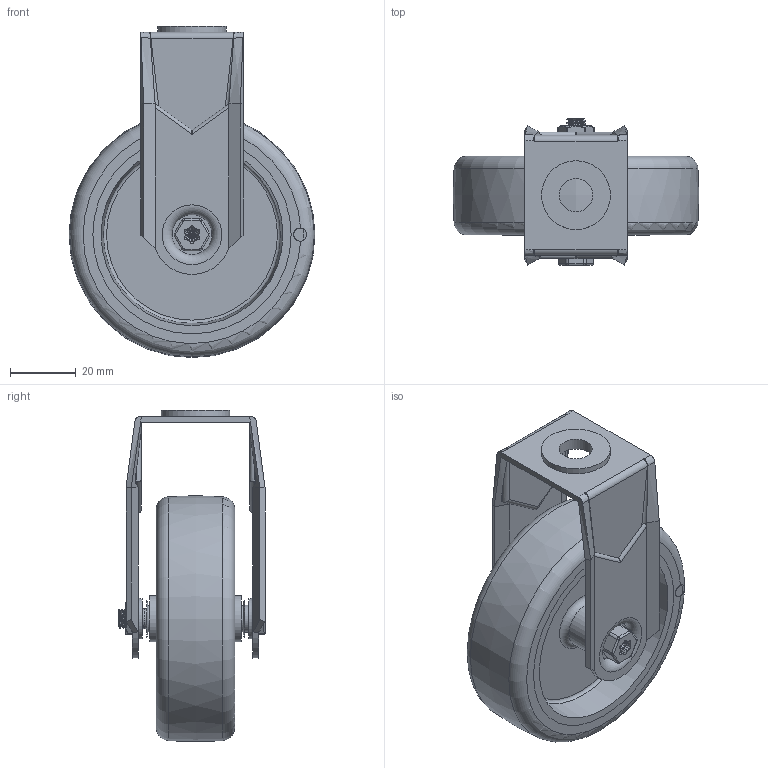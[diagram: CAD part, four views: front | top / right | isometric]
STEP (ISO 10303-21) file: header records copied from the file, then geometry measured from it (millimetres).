
FILE_DESCRIPTION(/* description */ ('','CAx-IF Rec.Pracs.---Representation and Presentation of Product Manufacturing Information (PMI)---4.0---2014-10-13'),/* implementation_level */ '2;1');
FILE_NAME(/* name */ 'BZRAF75GRECBH10.step',/* time_stamp */ '2025-03-10T08:45:25Z',/* author */ (''),/* organization */ (''),/* preprocessor_version */ 'ST-DEVELOPER v20',/* originating_system */ 'Autodesk Translation Framework v13.20.0.188',/* authorisation */ '');
FILE_SCHEMA (('AP242_MANAGED_MODEL_BASED_3D_ENGINEERING_MIM_LF { 1 0 10303 442 1 1 4 }'));
Length unit declared in the file: millimetre
Products named in the file (14): BZRAF75GRECBH10; BZRAF75ASBH10 v1; ZINC PLATED PRESSED STEEL FORKS; BZL75WGREC v1; ELECTRICALLY CONDUCTIVE RUBBER TYRE; ELECTRICALLY CONDUCTIVE RUBBER TYRE Geometry; SPOT; POLYPROPYLENE RIM; TUBEM8X30 v1; ZINC PLATED AXLE TUBE; BOLTBZRA6MM v2; ZINC PLATED AXLE BOLT; NM6GR8HALFGR8 v1; ZINC PLATED LOCKING NUT
Assembly tree (13 placements, depth 4):
  BZRAF75GRECBH10
    BZRAF75ASBH10 v1
      ZINC PLATED PRESSED STEEL FORKS
    BZL75WGREC v1
      ELECTRICALLY CONDUCTIVE RUBBER TYRE
        ELECTRICALLY CONDUCTIVE RUBBER TYRE Geometry
        SPOT
      POLYPROPYLENE RIM
    TUBEM8X30 v1
      ZINC PLATED AXLE TUBE
    BOLTBZRA6MM v2
      ZINC PLATED AXLE BOLT
    NM6GR8HALFGR8 v1
      ZINC PLATED LOCKING NUT
Bounding box: 75 x 44.75 x 100.97 mm (x, y, z)
Volume: 70939.7 mm3; surface area: 41965.9 mm2
Topology: 7 solids, 7 shells, 286 faces, 702 edges, 436 vertices
Faces by surface type: cylinder 99, plane 79, bspline 65, torus 23, cone 20
Full cylindrical faces by diameter (mm): 4 x1, 4.744 x2, 5.884 x4, 6 x2, 6.2 x1, 6.3 x1, 7.95 x1, 8 x1, 8.2 x1, 8.3 x1, 10.198 x1, 14 x2, 21 x1, 60.5 x2
Entity records: 24801 total; most frequent: CARTESIAN_POINT 18000, ORIENTED_EDGE 1392, DIRECTION 1304, EDGE_CURVE 696, AXIS2_PLACEMENT_3D 535, VERTEX_POINT 436, EDGE_LOOP 312, FACE_OUTER_BOUND 286
